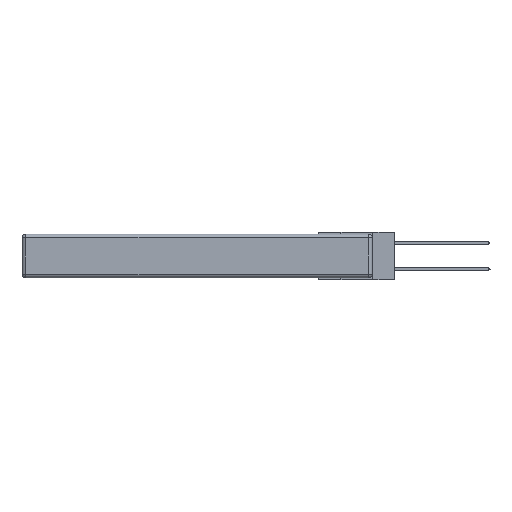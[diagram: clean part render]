
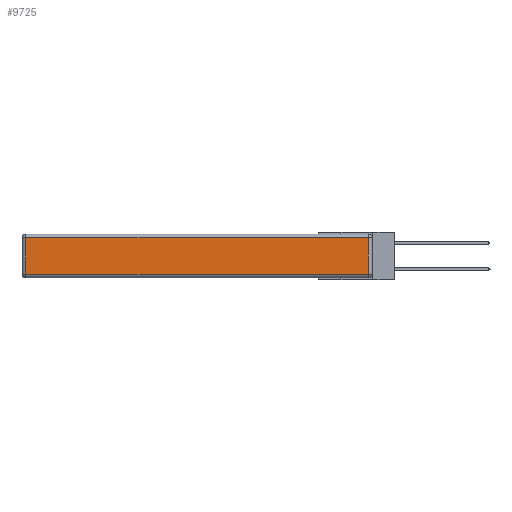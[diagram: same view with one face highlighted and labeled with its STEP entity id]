
A CAD part, left-side view. The second image highlights one B-rep face of the part: STEP entity #9725.
In plain terms, the highlighted planar face has unit normal (-1, 0, 0).
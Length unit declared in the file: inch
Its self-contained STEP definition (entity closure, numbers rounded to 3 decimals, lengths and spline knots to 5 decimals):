
#100 = AXIS2_PLACEMENT_3D ( 'NONE', #7361, #8361, #3184 ) ;
#1147 = VERTEX_POINT ( 'NONE', #10027 ) ;
#1486 = ORIENTED_EDGE ( 'NONE', *, *, #4510, .T. ) ;
#1516 = CARTESIAN_POINT ( 'NONE',  ( 0., 2.75, -0.03 ) ) ;
#1549 = VECTOR ( 'NONE', #7616, 39.37008 ) ;
#2329 = PLANE ( 'NONE',  #100 ) ;
#2743 = CARTESIAN_POINT ( 'NONE',  ( 0., 2.72, -0.03 ) ) ;
#3020 = CARTESIAN_POINT ( 'NONE',  ( 0., 2.72, -0.313 ) ) ;
#3184 = DIRECTION ( 'NONE',  ( 0., 0., 1. ) ) ;
#3197 = VECTOR ( 'NONE', #12171, 39.37008 ) ;
#3962 = LINE ( 'NONE', #4265, #1549 ) ;
#4265 = CARTESIAN_POINT ( 'NONE',  ( 0., 0.03, -0.343 ) ) ;
#4510 = EDGE_CURVE ( 'NONE', #1147, #8465, #3962, .T. ) ;
#4613 = EDGE_CURVE ( 'NONE', #8465, #7243, #12362, .T. ) ;
#4893 = ORIENTED_EDGE ( 'NONE', *, *, #7050, .T. ) ;
#5066 = FACE_OUTER_BOUND ( 'NONE', #6471, .T. ) ;
#5935 = LINE ( 'NONE', #8160, #3197 ) ;
#6471 = EDGE_LOOP ( 'NONE', ( #4893, #1486, #11281, #11732 ) ) ;
#7050 = EDGE_CURVE ( 'NONE', #8393, #1147, #8837, .T. ) ;
#7198 = VECTOR ( 'NONE', #10783, 39.37008 ) ;
#7243 = VERTEX_POINT ( 'NONE', #2743 ) ;
#7327 = EDGE_CURVE ( 'NONE', #7243, #8393, #5935, .T. ) ;
#7339 = CARTESIAN_POINT ( 'NONE',  ( 0., 0.03, -0.03 ) ) ;
#7361 = CARTESIAN_POINT ( 'NONE',  ( 0., 0., -0.343 ) ) ;
#7616 = DIRECTION ( 'NONE',  ( 0., 0., 1. ) ) ;
#8160 = CARTESIAN_POINT ( 'NONE',  ( 0., 2.72, -0.343 ) ) ;
#8361 = DIRECTION ( 'NONE',  ( -1., 0., 0. ) ) ;
#8393 = VERTEX_POINT ( 'NONE', #3020 ) ;
#8465 = VERTEX_POINT ( 'NONE', #7339 ) ;
#8486 = DIRECTION ( 'NONE',  ( 0., -1., 0. ) ) ;
#8837 = LINE ( 'NONE', #11500, #11113 ) ;
#9725 = ADVANCED_FACE ( 'NONE', ( #5066 ), #2329, .T. ) ;
#10027 = CARTESIAN_POINT ( 'NONE',  ( 0., 0.03, -0.313 ) ) ;
#10783 = DIRECTION ( 'NONE',  ( 0., 1., 0. ) ) ;
#11113 = VECTOR ( 'NONE', #8486, 39.37008 ) ;
#11281 = ORIENTED_EDGE ( 'NONE', *, *, #4613, .T. ) ;
#11500 = CARTESIAN_POINT ( 'NONE',  ( 0., 0., -0.313 ) ) ;
#11732 = ORIENTED_EDGE ( 'NONE', *, *, #7327, .T. ) ;
#12171 = DIRECTION ( 'NONE',  ( 0., 0., -1. ) ) ;
#12362 = LINE ( 'NONE', #1516, #7198 ) ;
